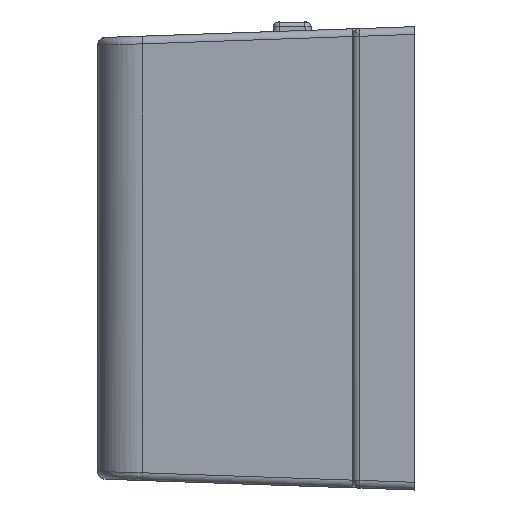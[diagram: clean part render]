
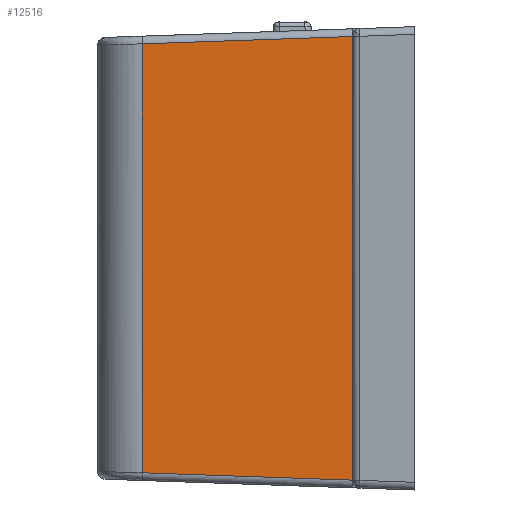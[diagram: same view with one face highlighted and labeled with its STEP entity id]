
A CAD part, left-side view. The second image highlights one B-rep face of the part: STEP entity #12516.
In plain terms, the highlighted planar face has unit normal (-0.999, 0.035, 0).
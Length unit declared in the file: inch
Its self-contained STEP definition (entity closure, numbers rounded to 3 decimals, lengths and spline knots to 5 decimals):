
#4224 = CARTESIAN_POINT ( 'NONE',  ( -1.04331, 0., -0.56538 ) ) ;
#4225 = DIRECTION ( 'NONE',  ( 0., 0., 1. ) ) ;
#4226 = VECTOR ( 'NONE', #4225, 39.37008 ) ;
#4227 = CARTESIAN_POINT ( 'NONE',  ( -1.04331, 0., -0.59055 ) ) ;
#4228 = LINE ( 'NONE', #4227, #4226 ) ;
#4288 = CARTESIAN_POINT ( 'NONE',  ( -1.04331, 0., 0.56538 ) ) ;
#9684 = EDGE_CURVE ( 'NONE', #9685, #9721, #4228, .T. ) ;
#9685 = VERTEX_POINT ( 'NONE', #4224 ) ;
#9721 = VERTEX_POINT ( 'NONE', #4288 ) ;
#12284 = VERTEX_POINT ( 'NONE', #17584 ) ;
#12290 = EDGE_CURVE ( 'NONE', #12284, #9685, #17615, .T. ) ;
#12440 = VERTEX_POINT ( 'NONE', #17853 ) ;
#12443 = EDGE_CURVE ( 'NONE', #9721, #12440, #17883, .T. ) ;
#12516 = ADVANCED_FACE ( 'NONE', ( #18192 ), #18191, .T. ) ;
#12517 = EDGE_LOOP ( 'NONE', ( #12518, #12519, #12520, #12522 ) ) ;
#12518 = ORIENTED_EDGE ( 'NONE', *, *, #9684, .T. ) ;
#12519 = ORIENTED_EDGE ( 'NONE', *, *, #12443, .T. ) ;
#12520 = ORIENTED_EDGE ( 'NONE', *, *, #12521, .F. ) ;
#12521 = EDGE_CURVE ( 'NONE', #12284, #12440, #18216, .T. ) ;
#12522 = ORIENTED_EDGE ( 'NONE', *, *, #12290, .T. ) ;
#17584 = CARTESIAN_POINT ( 'NONE',  ( -1.0246, 0.53562, -0.54667 ) ) ;
#17612 = DIRECTION ( 'NONE',  ( -0.035, -0.999, -0.035 ) ) ;
#17613 = VECTOR ( 'NONE', #17612, 39.37008 ) ;
#17614 = CARTESIAN_POINT ( 'NONE',  ( -1.0246, 0.53562, -0.54667 ) ) ;
#17615 = LINE ( 'NONE', #17614, #17613 ) ;
#17853 = CARTESIAN_POINT ( 'NONE',  ( -1.0246, 0.53562, 0.54667 ) ) ;
#17880 = DIRECTION ( 'NONE',  ( 0.035, 0.999, -0.035 ) ) ;
#17881 = VECTOR ( 'NONE', #17880, 39.37008 ) ;
#17882 = CARTESIAN_POINT ( 'NONE',  ( -1.04331, 0., 0.56538 ) ) ;
#17883 = LINE ( 'NONE', #17882, #17881 ) ;
#18191 = PLANE ( 'NONE',  #18220 ) ;
#18192 = FACE_OUTER_BOUND ( 'NONE', #12517, .T. ) ;
#18213 = DIRECTION ( 'NONE',  ( 0., 0., 1. ) ) ;
#18214 = VECTOR ( 'NONE', #18213, 39.37008 ) ;
#18215 = CARTESIAN_POINT ( 'NONE',  ( -1.0246, 0.53562, -0.59055 ) ) ;
#18216 = LINE ( 'NONE', #18215, #18214 ) ;
#18217 = DIRECTION ( 'NONE',  ( -0.035, -0.999, 0. ) ) ;
#18218 = DIRECTION ( 'NONE',  ( -0.999, 0.035, 0. ) ) ;
#18219 = CARTESIAN_POINT ( 'NONE',  ( -1.0246, 0.53562, -0.59055 ) ) ;
#18220 = AXIS2_PLACEMENT_3D ( 'NONE', #18219, #18218, #18217 ) ;
